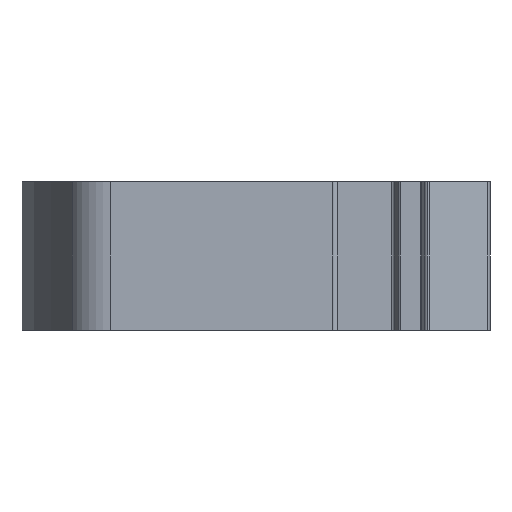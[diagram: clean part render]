
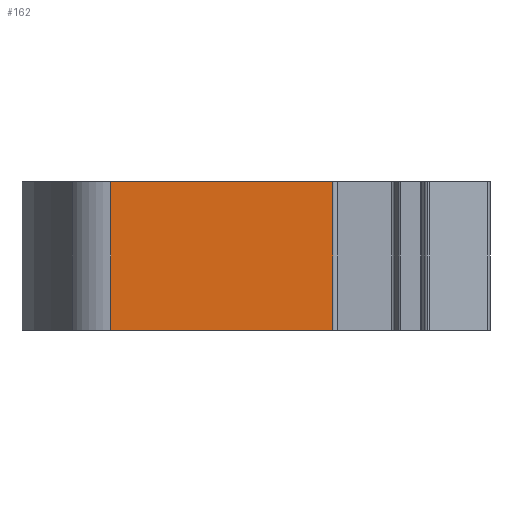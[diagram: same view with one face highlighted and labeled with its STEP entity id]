
A CAD part, left-side view. The second image highlights one B-rep face of the part: STEP entity #162.
In plain terms, the highlighted planar face has unit normal (-1, 0, 0).
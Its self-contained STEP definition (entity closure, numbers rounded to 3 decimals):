
#162=ADVANCED_FACE('NONE',(#412),#413,.F.);
#412=FACE_OUTER_BOUND('',#754,.T.);
#413=PLANE('',#755);
#754=EDGE_LOOP('',(#1200,#1201,#1202,#1203));
#755=AXIS2_PLACEMENT_3D('',#1204,#1205,#1206);
#1200=ORIENTED_EDGE('',*,*,#2230,.T.);
#1201=ORIENTED_EDGE('',*,*,#2233,.F.);
#1202=ORIENTED_EDGE('',*,*,#2234,.F.);
#1203=ORIENTED_EDGE('',*,*,#2160,.T.);
#1204=CARTESIAN_POINT('',(0.0,9.633,5.0));
#1205=DIRECTION('',(1.0,0.0,0.0));
#1206=DIRECTION('',(0.0,1.0,-0.0));
#2160=EDGE_CURVE('NONE',#2614,#2615,#2616,.T.);
#2230=EDGE_CURVE('NONE',#2615,#2744,#2747,.T.);
#2233=EDGE_CURVE('NONE',#2750,#2744,#2751,.T.);
#2234=EDGE_CURVE('NONE',#2614,#2750,#2752,.T.);
#2614=VERTEX_POINT('NONE',#3264);
#2615=VERTEX_POINT('NONE',#3265);
#2616=LINE('',#3266,#3267);
#2744=VERTEX_POINT('NONE',#3427);
#2747=LINE('',#3431,#3432);
#2750=VERTEX_POINT('NONE',#3436);
#2751=LINE('',#3437,#3438);
#2752=LINE('',#3439,#3440);
#3264=CARTESIAN_POINT('',(0.0,24.633,-5.0));
#3265=CARTESIAN_POINT('',(0.0,9.633,-5.0));
#3266=CARTESIAN_POINT('',(0.0,24.633,-5.0));
#3267=VECTOR('',#4071,1000.0);
#3427=CARTESIAN_POINT('',(0.0,9.633,5.0));
#3431=CARTESIAN_POINT('',(0.0,9.633,5.0));
#3432=VECTOR('',#4210,1000.0);
#3436=CARTESIAN_POINT('',(0.0,24.633,5.0));
#3437=CARTESIAN_POINT('',(0.0,9.633,5.0));
#3438=VECTOR('',#4212,1000.0);
#3439=CARTESIAN_POINT('',(0.0,24.633,5.0));
#3440=VECTOR('',#4213,1000.0);
#4071=DIRECTION('',(0.0,-1.0,-0.0));
#4210=DIRECTION('',(0.0,0.,1.0));
#4212=DIRECTION('',(0.0,-1.0,-0.0));
#4213=DIRECTION('',(-0.0,-0.0,1.0));
